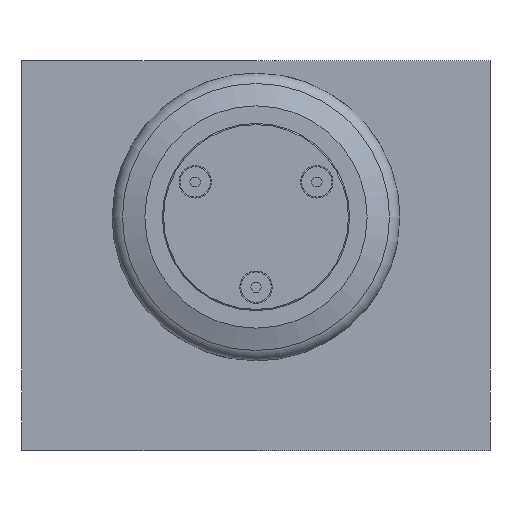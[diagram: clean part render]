
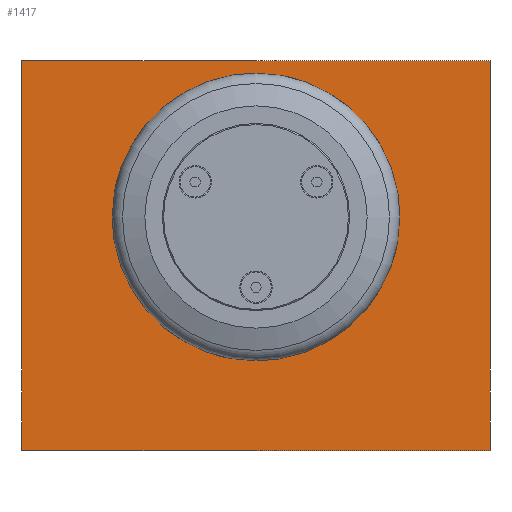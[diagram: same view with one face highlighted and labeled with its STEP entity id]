
A CAD part, front view. The second image highlights one B-rep face of the part: STEP entity #1417.
In plain terms, the highlighted planar face has unit normal (0, -1, 0).
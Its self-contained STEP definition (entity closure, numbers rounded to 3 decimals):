
#48=FACE_BOUND('',#298,.T.);
#110=CIRCLE('',#1575,23.5);
#194=FACE_OUTER_BOUND('',#297,.T.);
#297=EDGE_LOOP('',(#1218,#1219,#1220,#1221));
#298=EDGE_LOOP('',(#1222));
#383=LINE('',#2281,#513);
#388=LINE('',#2295,#518);
#406=LINE('',#2361,#536);
#409=LINE('',#2365,#539);
#513=VECTOR('',#1845,10.);
#518=VECTOR('',#1856,10.);
#536=VECTOR('',#1914,10.);
#539=VECTOR('',#1919,10.);
#654=VERTEX_POINT('',#2278);
#655=VERTEX_POINT('',#2280);
#661=VERTEX_POINT('',#2294);
#689=VERTEX_POINT('',#2360);
#698=VERTEX_POINT('',#2394);
#822=EDGE_CURVE('',#655,#654,#383,.T.);
#829=EDGE_CURVE('',#661,#655,#388,.T.);
#862=EDGE_CURVE('',#661,#689,#406,.T.);
#865=EDGE_CURVE('',#689,#654,#409,.T.);
#879=EDGE_CURVE('',#698,#698,#110,.T.);
#1218=ORIENTED_EDGE('',*,*,#822,.T.);
#1219=ORIENTED_EDGE('',*,*,#865,.F.);
#1220=ORIENTED_EDGE('',*,*,#862,.F.);
#1221=ORIENTED_EDGE('',*,*,#829,.T.);
#1222=ORIENTED_EDGE('',*,*,#879,.T.);
#1343=PLANE('',#1574);
#1417=ADVANCED_FACE('',(#194,#48),#1343,.T.);
#1574=AXIS2_PLACEMENT_3D('',#2393,#1945,#1946);
#1575=AXIS2_PLACEMENT_3D('',#2395,#1947,#1948);
#1845=DIRECTION('',(0.,0.,1.));
#1856=DIRECTION('',(1.,0.,0.));
#1914=DIRECTION('',(0.,0.,1.));
#1919=DIRECTION('',(1.,0.,0.));
#1945=DIRECTION('center_axis',(0.,-1.,0.));
#1946=DIRECTION('ref_axis',(0.,0.,-1.));
#1947=DIRECTION('center_axis',(0.,1.,0.));
#1948=DIRECTION('ref_axis',(-1.,0.,0.));
#2278=CARTESIAN_POINT('',(120.,0.,100.));
#2280=CARTESIAN_POINT('',(120.,0.,0.));
#2281=CARTESIAN_POINT('',(120.,0.,0.));
#2294=CARTESIAN_POINT('',(0.,0.,0.));
#2295=CARTESIAN_POINT('',(0.,0.,0.));
#2360=CARTESIAN_POINT('',(0.,0.,100.));
#2361=CARTESIAN_POINT('',(0.,0.,0.));
#2365=CARTESIAN_POINT('',(0.,0.,100.));
#2393=CARTESIAN_POINT('Origin',(0.,0.,0.));
#2394=CARTESIAN_POINT('',(83.5,0.,60.));
#2395=CARTESIAN_POINT('Origin',(60.,0.,60.));
